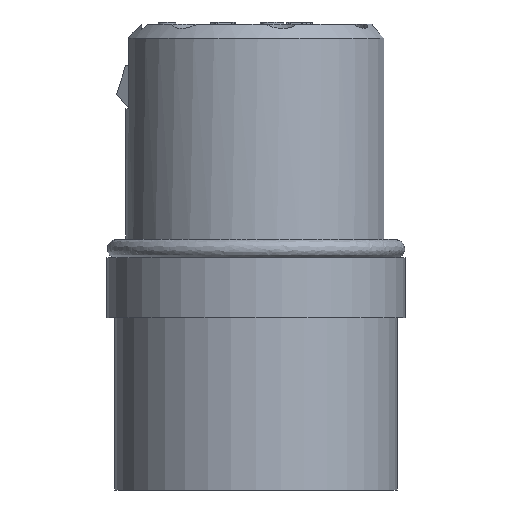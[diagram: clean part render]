
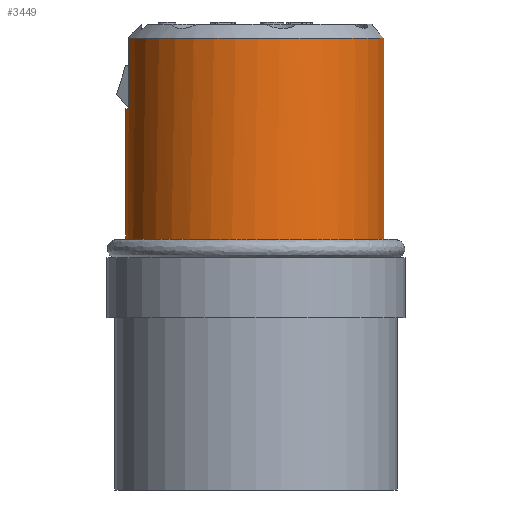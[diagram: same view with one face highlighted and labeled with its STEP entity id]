
A CAD part, left-side view. The second image highlights one B-rep face of the part: STEP entity #3449.
In plain terms, the highlighted cylindrical face has radius 9.1 mm (diameter 18.2 mm), a partial arc.
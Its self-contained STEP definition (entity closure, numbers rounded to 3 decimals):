
#3099=FACE_OUTER_BOUND('',#4243,.T.);
#3449=ADVANCED_FACE('',(#3099),#3896,.T.);
#3896=CYLINDRICAL_SURFACE('',#11905,9.1);
#4243=EDGE_LOOP('',(#4967,#4968,#4969,#4970,#4971,#4972,#4973,#4974));
#4967=ORIENTED_EDGE('',*,*,#7989,.F.);
#4968=ORIENTED_EDGE('',*,*,#7990,.F.);
#4969=ORIENTED_EDGE('',*,*,#7991,.T.);
#4970=ORIENTED_EDGE('',*,*,#7992,.T.);
#4971=ORIENTED_EDGE('',*,*,#7993,.T.);
#4972=ORIENTED_EDGE('',*,*,#7994,.T.);
#4973=ORIENTED_EDGE('',*,*,#7995,.T.);
#4974=ORIENTED_EDGE('',*,*,#7996,.T.);
#7177=VERTEX_POINT('',#15048);
#7178=VERTEX_POINT('',#15049);
#7179=VERTEX_POINT('',#15051);
#7180=VERTEX_POINT('',#15053);
#7181=VERTEX_POINT('',#15055);
#7182=VERTEX_POINT('',#15057);
#7183=VERTEX_POINT('',#15059);
#7184=VERTEX_POINT('',#15061);
#7989=EDGE_CURVE('',#7177,#7178,#9490,.T.);
#7990=EDGE_CURVE('',#7179,#7177,#10006,.T.);
#7991=EDGE_CURVE('',#7179,#7180,#9491,.T.);
#7992=EDGE_CURVE('',#7180,#7181,#10007,.T.);
#7993=EDGE_CURVE('',#7181,#7182,#9492,.T.);
#7994=EDGE_CURVE('',#7182,#7183,#10008,.T.);
#7995=EDGE_CURVE('',#7183,#7184,#9493,.T.);
#7996=EDGE_CURVE('',#7184,#7178,#10009,.T.);
#9490=CIRCLE('',#11901,9.1);
#9491=CIRCLE('',#11902,9.1);
#9492=CIRCLE('',#11903,9.1);
#9493=CIRCLE('',#11904,9.1);
#10006=LINE('',#15050,#10638);
#10007=LINE('',#15054,#10639);
#10008=LINE('',#15058,#10640);
#10009=LINE('',#15062,#10641);
#10638=VECTOR('',#12609,1.);
#10639=VECTOR('',#12612,1.);
#10640=VECTOR('',#12615,1.);
#10641=VECTOR('',#12618,1.);
#11901=AXIS2_PLACEMENT_3D('',#15047,#12607,#12608);
#11902=AXIS2_PLACEMENT_3D('',#15052,#12610,#12611);
#11903=AXIS2_PLACEMENT_3D('',#15056,#12613,#12614);
#11904=AXIS2_PLACEMENT_3D('',#15060,#12616,#12617);
#11905=AXIS2_PLACEMENT_3D('',#15063,#12619,#12620);
#12607=DIRECTION('',(0.,0.,-1.));
#12608=DIRECTION('',(0.,-1.,0.));
#12609=DIRECTION('',(0.,0.,-1.));
#12610=DIRECTION('',(0.,0.,-1.));
#12611=DIRECTION('',(-1.,0.,0.));
#12612=DIRECTION('',(0.,0.,-1.));
#12613=DIRECTION('',(0.,0.,-1.));
#12614=DIRECTION('',(1.,0.,0.));
#12615=DIRECTION('',(0.,0.,1.));
#12616=DIRECTION('',(0.,0.,-1.));
#12617=DIRECTION('',(-1.,0.,0.));
#12618=DIRECTION('',(0.,0.,-1.));
#12619=DIRECTION('',(0.,0.,-1.));
#12620=DIRECTION('',(-1.,0.,0.));
#15047=CARTESIAN_POINT('',(0.,0.,5.021));
#15048=CARTESIAN_POINT('',(-1.776,-8.925,5.021));
#15049=CARTESIAN_POINT('',(1.776,-8.925,5.021));
#15050=CARTESIAN_POINT('',(-1.776,-8.925,30.));
#15051=CARTESIAN_POINT('',(-1.776,-8.925,19.5));
#15052=CARTESIAN_POINT('',(0.,0.,19.5));
#15053=CARTESIAN_POINT('',(-1.987,8.88,19.5));
#15054=CARTESIAN_POINT('',(-1.987,8.88,3.2));
#15055=CARTESIAN_POINT('',(-1.987,8.88,14.6));
#15056=CARTESIAN_POINT('',(0.,0.,14.6));
#15057=CARTESIAN_POINT('',(1.987,8.88,14.6));
#15058=CARTESIAN_POINT('',(1.987,8.88,3.2));
#15059=CARTESIAN_POINT('',(1.987,8.88,19.5));
#15060=CARTESIAN_POINT('',(0.,0.,19.5));
#15061=CARTESIAN_POINT('',(1.776,-8.925,19.5));
#15062=CARTESIAN_POINT('',(1.776,-8.925,30.));
#15063=CARTESIAN_POINT('',(0.,0.,3.2));
